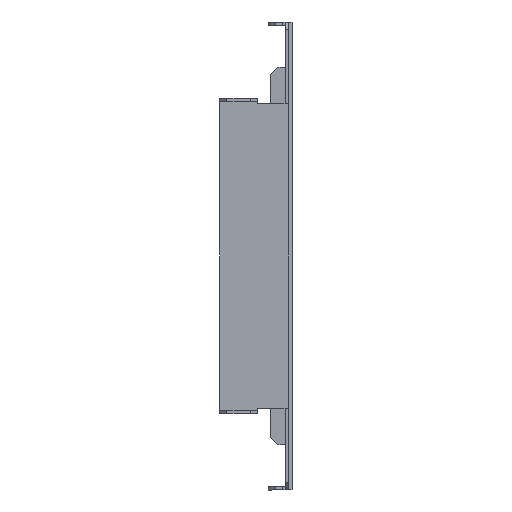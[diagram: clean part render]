
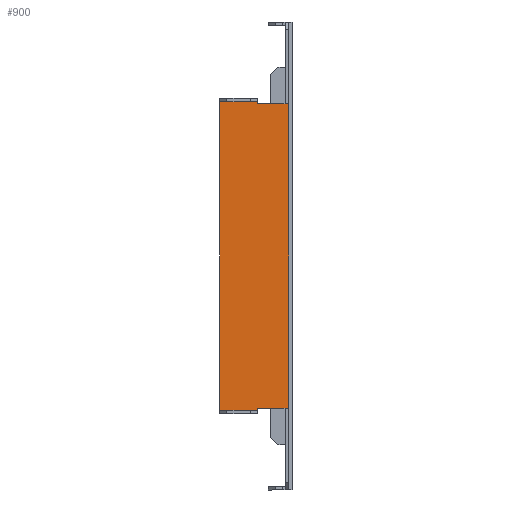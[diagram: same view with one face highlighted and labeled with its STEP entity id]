
A CAD part, left-side view. The second image highlights one B-rep face of the part: STEP entity #900.
In plain terms, the highlighted planar face has unit normal (-1, 0, 0).
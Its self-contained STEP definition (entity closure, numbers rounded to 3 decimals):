
#131 = CARTESIAN_POINT ( 'NONE',  ( -303.3, 4., 64. ) ) ;
#186 = DIRECTION ( 'NONE',  ( 0., 1., 0. ) ) ;
#198 = VERTEX_POINT ( 'NONE', #2273 ) ;
#246 = LINE ( 'NONE', #2672, #2493 ) ;
#255 = ORIENTED_EDGE ( 'NONE', *, *, #368, .T. ) ;
#267 = CARTESIAN_POINT ( 'NONE',  ( -303.3, 14.7, 64. ) ) ;
#287 = VECTOR ( 'NONE', #532, 1000. ) ;
#342 = CARTESIAN_POINT ( 'NONE',  ( -303.3, 0., 65. ) ) ;
#368 = EDGE_CURVE ( 'NONE', #2325, #2499, #1372, .T. ) ;
#472 = VERTEX_POINT ( 'NONE', #3026 ) ;
#513 = ORIENTED_EDGE ( 'NONE', *, *, #2636, .T. ) ;
#529 = VECTOR ( 'NONE', #186, 1000. ) ;
#532 = DIRECTION ( 'NONE',  ( 0., 0., 1. ) ) ;
#541 = ORIENTED_EDGE ( 'NONE', *, *, #1156, .F. ) ;
#598 = CARTESIAN_POINT ( 'NONE',  ( -303.3, 30.5, 65. ) ) ;
#637 = DIRECTION ( 'NONE',  ( 0., 0., -1. ) ) ;
#695 = DIRECTION ( 'NONE',  ( 0., 0., -1. ) ) ;
#714 = DIRECTION ( 'NONE',  ( 0., -1., 0. ) ) ;
#868 = EDGE_CURVE ( 'NONE', #472, #1952, #3028, .T. ) ;
#900 = ADVANCED_FACE ( 'NONE', ( #2516 ), #2801, .F. ) ;
#904 = CARTESIAN_POINT ( 'NONE',  ( -303.3, 30.5, 0. ) ) ;
#929 = AXIS2_PLACEMENT_3D ( 'NONE', #2045, #1823, #2334 ) ;
#949 = EDGE_CURVE ( 'NONE', #472, #1222, #246, .T. ) ;
#1018 = VECTOR ( 'NONE', #1630, 1000. ) ;
#1111 = CARTESIAN_POINT ( 'NONE',  ( -303.3, 14.7, 64. ) ) ;
#1126 = VERTEX_POINT ( 'NONE', #1369 ) ;
#1156 = EDGE_CURVE ( 'NONE', #1126, #198, #1403, .T. ) ;
#1202 = DIRECTION ( 'NONE',  ( 0., -1., 0. ) ) ;
#1222 = VERTEX_POINT ( 'NONE', #598 ) ;
#1269 = VERTEX_POINT ( 'NONE', #2129 ) ;
#1294 = CARTESIAN_POINT ( 'NONE',  ( -303.3, 1.5, 0. ) ) ;
#1336 = VECTOR ( 'NONE', #1202, 1000. ) ;
#1355 = LINE ( 'NONE', #1111, #1887 ) ;
#1358 = ORIENTED_EDGE ( 'NONE', *, *, #868, .T. ) ;
#1369 = CARTESIAN_POINT ( 'NONE',  ( -303.3, 14.7, -64. ) ) ;
#1372 = LINE ( 'NONE', #2102, #529 ) ;
#1403 = LINE ( 'NONE', #2290, #2899 ) ;
#1404 = ORIENTED_EDGE ( 'NONE', *, *, #2054, .T. ) ;
#1417 = EDGE_CURVE ( 'NONE', #2325, #2995, #1661, .T. ) ;
#1484 = ORIENTED_EDGE ( 'NONE', *, *, #2437, .T. ) ;
#1509 = LINE ( 'NONE', #1294, #287 ) ;
#1630 = DIRECTION ( 'NONE',  ( 0., 0., -1. ) ) ;
#1643 = VECTOR ( 'NONE', #695, 1000. ) ;
#1661 = LINE ( 'NONE', #3050, #2693 ) ;
#1686 = LINE ( 'NONE', #2120, #1336 ) ;
#1705 = LINE ( 'NONE', #1920, #1643 ) ;
#1786 = VECTOR ( 'NONE', #2428, 1000. ) ;
#1823 = DIRECTION ( 'NONE',  ( 1., 0., 0. ) ) ;
#1847 = VERTEX_POINT ( 'NONE', #2894 ) ;
#1887 = VECTOR ( 'NONE', #2276, 1000. ) ;
#1920 = CARTESIAN_POINT ( 'NONE',  ( -303.3, 30.5, -64. ) ) ;
#1932 = DIRECTION ( 'NONE',  ( 0., -1., 0. ) ) ;
#1952 = VERTEX_POINT ( 'NONE', #2541 ) ;
#2002 = ORIENTED_EDGE ( 'NONE', *, *, #2084, .T. ) ;
#2031 = CARTESIAN_POINT ( 'NONE',  ( -303.3, 30.5, -65. ) ) ;
#2045 = CARTESIAN_POINT ( 'NONE',  ( -303.3, 0., 0. ) ) ;
#2054 = EDGE_CURVE ( 'NONE', #1126, #1269, #2862, .T. ) ;
#2057 = ORIENTED_EDGE ( 'NONE', *, *, #1417, .F. ) ;
#2084 = EDGE_CURVE ( 'NONE', #1952, #2752, #1705, .T. ) ;
#2102 = CARTESIAN_POINT ( 'NONE',  ( -303.3, 0., 64. ) ) ;
#2120 = CARTESIAN_POINT ( 'NONE',  ( -303.3, 0., -65. ) ) ;
#2129 = CARTESIAN_POINT ( 'NONE',  ( -303.3, 4., -64. ) ) ;
#2132 = EDGE_CURVE ( 'NONE', #2752, #198, #1686, .T. ) ;
#2135 = CARTESIAN_POINT ( 'NONE',  ( -303.3, 0., -64. ) ) ;
#2188 = ORIENTED_EDGE ( 'NONE', *, *, #3054, .T. ) ;
#2190 = CARTESIAN_POINT ( 'NONE',  ( -303.3, 1.5, 64. ) ) ;
#2262 = ORIENTED_EDGE ( 'NONE', *, *, #2132, .T. ) ;
#2273 = CARTESIAN_POINT ( 'NONE',  ( -303.3, 14.7, -65. ) ) ;
#2276 = DIRECTION ( 'NONE',  ( 0., 0., 1. ) ) ;
#2290 = CARTESIAN_POINT ( 'NONE',  ( -303.3, 14.7, 0. ) ) ;
#2325 = VERTEX_POINT ( 'NONE', #131 ) ;
#2334 = DIRECTION ( 'NONE',  ( 0., 1., 0. ) ) ;
#2389 = ORIENTED_EDGE ( 'NONE', *, *, #949, .F. ) ;
#2428 = DIRECTION ( 'NONE',  ( 0., 1., 0. ) ) ;
#2437 = EDGE_CURVE ( 'NONE', #2499, #1847, #1355, .T. ) ;
#2449 = VECTOR ( 'NONE', #1932, 1000. ) ;
#2493 = VECTOR ( 'NONE', #3089, 1000. ) ;
#2499 = VERTEX_POINT ( 'NONE', #267 ) ;
#2516 = FACE_OUTER_BOUND ( 'NONE', #2895, .T. ) ;
#2541 = CARTESIAN_POINT ( 'NONE',  ( -303.3, 30.5, -64. ) ) ;
#2543 = VERTEX_POINT ( 'NONE', #2885 ) ;
#2575 = DIRECTION ( 'NONE',  ( 0., -1., 0. ) ) ;
#2629 = LINE ( 'NONE', #3057, #2760 ) ;
#2636 = EDGE_CURVE ( 'NONE', #2543, #2995, #1509, .T. ) ;
#2672 = CARTESIAN_POINT ( 'NONE',  ( -303.3, 30.5, 0. ) ) ;
#2693 = VECTOR ( 'NONE', #2575, 1000. ) ;
#2729 = ORIENTED_EDGE ( 'NONE', *, *, #2886, .T. ) ;
#2752 = VERTEX_POINT ( 'NONE', #2031 ) ;
#2760 = VECTOR ( 'NONE', #714, 1000. ) ;
#2801 = PLANE ( 'NONE',  #929 ) ;
#2862 = LINE ( 'NONE', #2135, #2449 ) ;
#2885 = CARTESIAN_POINT ( 'NONE',  ( -303.3, 1.5, -64. ) ) ;
#2886 = EDGE_CURVE ( 'NONE', #1269, #2543, #2629, .T. ) ;
#2894 = CARTESIAN_POINT ( 'NONE',  ( -303.3, 14.7, 65. ) ) ;
#2895 = EDGE_LOOP ( 'NONE', ( #1404, #2729, #513, #2057, #255, #1484, #2188, #2389, #1358, #2002, #2262, #541 ) ) ;
#2899 = VECTOR ( 'NONE', #637, 1000. ) ;
#2918 = LINE ( 'NONE', #342, #1786 ) ;
#2995 = VERTEX_POINT ( 'NONE', #2190 ) ;
#3026 = CARTESIAN_POINT ( 'NONE',  ( -303.3, 30.5, 64. ) ) ;
#3028 = LINE ( 'NONE', #904, #1018 ) ;
#3050 = CARTESIAN_POINT ( 'NONE',  ( -303.3, 0., 64. ) ) ;
#3054 = EDGE_CURVE ( 'NONE', #1847, #1222, #2918, .T. ) ;
#3057 = CARTESIAN_POINT ( 'NONE',  ( -303.3, 4., -64. ) ) ;
#3089 = DIRECTION ( 'NONE',  ( 0., 0., 1. ) ) ;
